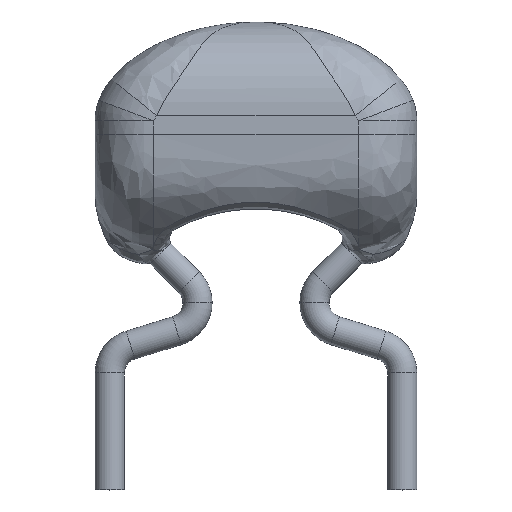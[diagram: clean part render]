
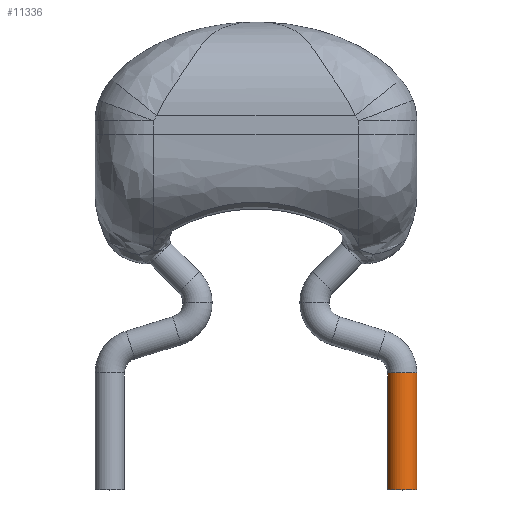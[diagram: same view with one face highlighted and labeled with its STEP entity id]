
A CAD part, top view. The second image highlights one B-rep face of the part: STEP entity #11336.
In plain terms, the highlighted cylindrical face has radius 0.25 mm (diameter 0.5 mm), a partial arc.
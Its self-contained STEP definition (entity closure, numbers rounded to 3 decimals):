
#11130 = TOROIDAL_SURFACE('',#11131,0.5,0.25);
#11131 = AXIS2_PLACEMENT_3D('',#11132,#11133,#11134);
#11132 = CARTESIAN_POINT('',(2.,-3.,0.));
#11133 = DIRECTION('',(0.,0.,-1.));
#11134 = DIRECTION('',(1.,0.,0.));
#11149 = VERTEX_POINT('',#11150);
#11150 = CARTESIAN_POINT('',(2.75,-3.,0.));
#11173 = VERTEX_POINT('',#11174);
#11174 = CARTESIAN_POINT('',(2.25,-3.,0.));
#11189 = CYLINDRICAL_SURFACE('',#11190,0.25);
#11190 = AXIS2_PLACEMENT_3D('',#11191,#11192,#11193);
#11191 = CARTESIAN_POINT('',(2.5,-12.,0.));
#11192 = DIRECTION('',(0.,1.,0.));
#11193 = DIRECTION('',(1.,0.,0.));
#11229 = EDGE_CURVE('',#11149,#11173,#11230,.T.);
#11230 = SURFACE_CURVE('',#11231,(#11236,#11243),.PCURVE_S1.);
#11231 = CIRCLE('',#11232,0.25);
#11232 = AXIS2_PLACEMENT_3D('',#11233,#11234,#11235);
#11233 = CARTESIAN_POINT('',(2.5,-3.,0.));
#11234 = DIRECTION('',(0.,-1.,0.));
#11235 = DIRECTION('',(0.,0.,1.));
#11236 = PCURVE('',#11130,#11237);
#11237 = DEFINITIONAL_REPRESENTATION('',(#11238),#11242);
#11238 = LINE('',#11239,#11240);
#11239 = CARTESIAN_POINT('',(6.283,10.996));
#11240 = VECTOR('',#11241,1.);
#11241 = DIRECTION('',(0.,-1.));
#11242 = ( GEOMETRIC_REPRESENTATION_CONTEXT(2) 
PARAMETRIC_REPRESENTATION_CONTEXT() REPRESENTATION_CONTEXT('2D SPACE',''
  ) );
#11243 = PCURVE('',#11244,#11249);
#11244 = CYLINDRICAL_SURFACE('',#11245,0.25);
#11245 = AXIS2_PLACEMENT_3D('',#11246,#11247,#11248);
#11246 = CARTESIAN_POINT('',(2.5,-12.,0.));
#11247 = DIRECTION('',(0.,1.,0.));
#11248 = DIRECTION('',(1.,0.,0.));
#11249 = DEFINITIONAL_REPRESENTATION('',(#11250),#11254);
#11250 = LINE('',#11251,#11252);
#11251 = CARTESIAN_POINT('',(10.996,9.));
#11252 = VECTOR('',#11253,1.);
#11253 = DIRECTION('',(-1.,0.));
#11254 = ( GEOMETRIC_REPRESENTATION_CONTEXT(2) 
PARAMETRIC_REPRESENTATION_CONTEXT() REPRESENTATION_CONTEXT('2D SPACE',''
  ) );
#11260 = VERTEX_POINT('',#11261);
#11261 = CARTESIAN_POINT('',(2.75,-5.,0.));
#11262 = VERTEX_POINT('',#11263);
#11263 = CARTESIAN_POINT('',(2.25,-5.,0.));
#11278 = PLANE('',#11279);
#11279 = AXIS2_PLACEMENT_3D('',#11280,#11281,#11282);
#11280 = CARTESIAN_POINT('',(0.025,-5.,-0.023)
  );
#11281 = DIRECTION('',(0.,-1.,0.));
#11282 = DIRECTION('',(1.,0.,0.));
#11294 = EDGE_CURVE('',#11262,#11173,#11295,.T.);
#11295 = SURFACE_CURVE('',#11296,(#11300,#11307),.PCURVE_S1.);
#11296 = LINE('',#11297,#11298);
#11297 = CARTESIAN_POINT('',(2.25,-12.,0.));
#11298 = VECTOR('',#11299,1.);
#11299 = DIRECTION('',(0.,1.,0.));
#11300 = PCURVE('',#11189,#11301);
#11301 = DEFINITIONAL_REPRESENTATION('',(#11302),#11306);
#11302 = LINE('',#11303,#11304);
#11303 = CARTESIAN_POINT('',(3.142,0.));
#11304 = VECTOR('',#11305,1.);
#11305 = DIRECTION('',(0.,1.));
#11306 = ( GEOMETRIC_REPRESENTATION_CONTEXT(2) 
PARAMETRIC_REPRESENTATION_CONTEXT() REPRESENTATION_CONTEXT('2D SPACE',''
  ) );
#11307 = PCURVE('',#11244,#11308);
#11308 = DEFINITIONAL_REPRESENTATION('',(#11309),#11313);
#11309 = LINE('',#11310,#11311);
#11310 = CARTESIAN_POINT('',(3.142,0.));
#11311 = VECTOR('',#11312,1.);
#11312 = DIRECTION('',(0.,1.));
#11313 = ( GEOMETRIC_REPRESENTATION_CONTEXT(2) 
PARAMETRIC_REPRESENTATION_CONTEXT() REPRESENTATION_CONTEXT('2D SPACE',''
  ) );
#11316 = EDGE_CURVE('',#11260,#11149,#11317,.T.);
#11317 = SURFACE_CURVE('',#11318,(#11322,#11329),.PCURVE_S1.);
#11318 = LINE('',#11319,#11320);
#11319 = CARTESIAN_POINT('',(2.75,-12.,0.));
#11320 = VECTOR('',#11321,1.);
#11321 = DIRECTION('',(0.,1.,0.));
#11322 = PCURVE('',#11189,#11323);
#11323 = DEFINITIONAL_REPRESENTATION('',(#11324),#11328);
#11324 = LINE('',#11325,#11326);
#11325 = CARTESIAN_POINT('',(0.,0.));
#11326 = VECTOR('',#11327,1.);
#11327 = DIRECTION('',(0.,1.));
#11328 = ( GEOMETRIC_REPRESENTATION_CONTEXT(2) 
PARAMETRIC_REPRESENTATION_CONTEXT() REPRESENTATION_CONTEXT('2D SPACE',''
  ) );
#11329 = PCURVE('',#11244,#11330);
#11330 = DEFINITIONAL_REPRESENTATION('',(#11331),#11335);
#11331 = LINE('',#11332,#11333);
#11332 = CARTESIAN_POINT('',(6.283,0.));
#11333 = VECTOR('',#11334,1.);
#11334 = DIRECTION('',(0.,1.));
#11335 = ( GEOMETRIC_REPRESENTATION_CONTEXT(2) 
PARAMETRIC_REPRESENTATION_CONTEXT() REPRESENTATION_CONTEXT('2D SPACE',''
  ) );
#11336 = ADVANCED_FACE('',(#11337),#11244,.T.);
#11337 = FACE_BOUND('',#11338,.T.);
#11338 = EDGE_LOOP('',(#11339,#11340,#11366,#11367));
#11339 = ORIENTED_EDGE('',*,*,#11294,.F.);
#11340 = ORIENTED_EDGE('',*,*,#11341,.T.);
#11341 = EDGE_CURVE('',#11262,#11260,#11342,.T.);
#11342 = SURFACE_CURVE('',#11343,(#11348,#11355),.PCURVE_S1.);
#11343 = CIRCLE('',#11344,0.25);
#11344 = AXIS2_PLACEMENT_3D('',#11345,#11346,#11347);
#11345 = CARTESIAN_POINT('',(2.5,-5.,0.));
#11346 = DIRECTION('',(0.,1.,0.));
#11347 = DIRECTION('',(1.,0.,0.));
#11348 = PCURVE('',#11244,#11349);
#11349 = DEFINITIONAL_REPRESENTATION('',(#11350),#11354);
#11350 = LINE('',#11351,#11352);
#11351 = CARTESIAN_POINT('',(0.,7.));
#11352 = VECTOR('',#11353,1.);
#11353 = DIRECTION('',(1.,0.));
#11354 = ( GEOMETRIC_REPRESENTATION_CONTEXT(2) 
PARAMETRIC_REPRESENTATION_CONTEXT() REPRESENTATION_CONTEXT('2D SPACE',''
  ) );
#11355 = PCURVE('',#11278,#11356);
#11356 = DEFINITIONAL_REPRESENTATION('',(#11357),#11365);
#11357 = ( BOUNDED_CURVE() B_SPLINE_CURVE(2,(#11358,#11359,#11360,#11361
    ,#11362,#11363,#11364),.UNSPECIFIED.,.T.,.F.) 
B_SPLINE_CURVE_WITH_KNOTS((1,2,2,2,2,1),(-2.094,0.,
    2.094,4.189,6.283,8.378),
.UNSPECIFIED.) CURVE() GEOMETRIC_REPRESENTATION_ITEM() 
RATIONAL_B_SPLINE_CURVE((1.,0.5,1.,0.5,1.,0.5,1.)) REPRESENTATION_ITEM(
  '') );
#11358 = CARTESIAN_POINT('',(2.725,0.023));
#11359 = CARTESIAN_POINT('',(2.725,-0.41));
#11360 = CARTESIAN_POINT('',(2.35,-0.194));
#11361 = CARTESIAN_POINT('',(1.975,0.023));
#11362 = CARTESIAN_POINT('',(2.35,0.239));
#11363 = CARTESIAN_POINT('',(2.725,0.456));
#11364 = CARTESIAN_POINT('',(2.725,0.023));
#11365 = ( GEOMETRIC_REPRESENTATION_CONTEXT(2) 
PARAMETRIC_REPRESENTATION_CONTEXT() REPRESENTATION_CONTEXT('2D SPACE',''
  ) );
#11366 = ORIENTED_EDGE('',*,*,#11316,.T.);
#11367 = ORIENTED_EDGE('',*,*,#11229,.T.);
